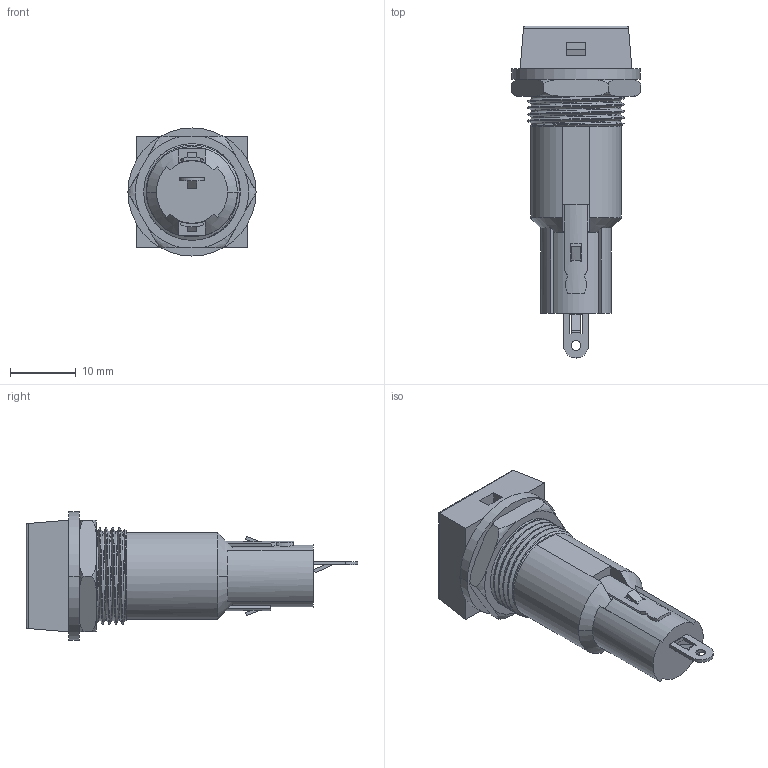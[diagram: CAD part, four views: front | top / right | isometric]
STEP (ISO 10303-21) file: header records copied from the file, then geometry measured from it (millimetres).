
FILE_DESCRIPTION (( 'STEP AP214' ), '1' );
FILE_NAME ('BF103B.STEP', '2023-03-28T03:14:39', ( '' ), ( '' ), 'SwSTEP 2.0', 'SolidWorks 2021', '' );
FILE_SCHEMA (( 'AUTOMOTIVE_DESIGN' ));
Length unit declared in the file: millimetre
Products named in the file (1): BF103B
Bounding box: 19.63 x 50.5 x 19.5 mm (x, y, z)
Volume: 6746.7 mm3; surface area: 4581.6 mm2
Topology: 11 solids, 11 shells, 302 faces, 805 edges, 529 vertices
Faces by surface type: plane 175, cylinder 57, bspline 53, torus 12, cone 5
Entity records: 14717 total; most frequent: CARTESIAN_POINT 7521, ORIENTED_EDGE 1610, DIRECTION 1213, EDGE_CURVE 805, VERTEX_POINT 529, LINE 521, VECTOR 521, AXIS2_PLACEMENT_3D 346
